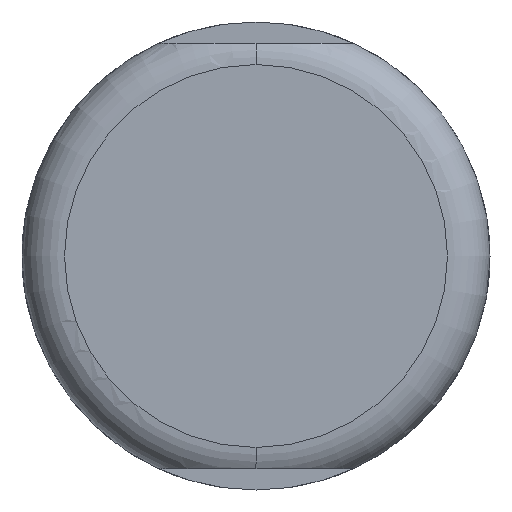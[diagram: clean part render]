
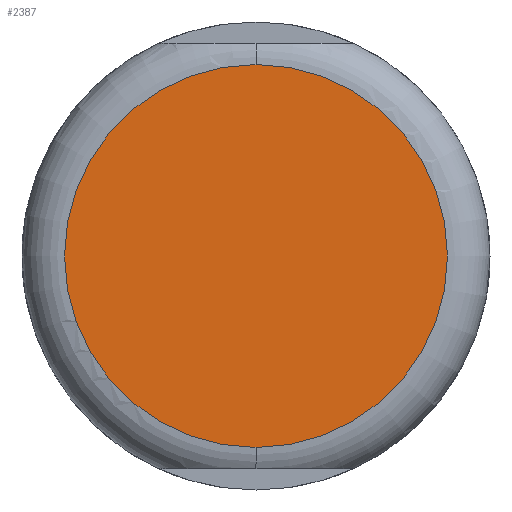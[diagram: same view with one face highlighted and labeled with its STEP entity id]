
A CAD part, front view. The second image highlights one B-rep face of the part: STEP entity #2387.
In plain terms, the highlighted planar face has unit normal (0, -1, 0).
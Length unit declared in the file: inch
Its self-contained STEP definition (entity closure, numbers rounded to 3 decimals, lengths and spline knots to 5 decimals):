
#245 = DIRECTION ( 'NONE',  ( 0., -1., 0. ) ) ;
#302 = EDGE_LOOP ( 'NONE', ( #2083, #1850 ) ) ;
#517 = CARTESIAN_POINT ( 'NONE',  ( 0., 0., 1.125 ) ) ;
#545 = FACE_OUTER_BOUND ( 'NONE', #302, .T. ) ;
#802 = DIRECTION ( 'NONE',  ( 0., -1., 0. ) ) ;
#894 = AXIS2_PLACEMENT_3D ( 'NONE', #2532, #2588, #2583 ) ;
#1046 = AXIS2_PLACEMENT_3D ( 'NONE', #2392, #802, #2160 ) ;
#1126 = VERTEX_POINT ( 'NONE', #517 ) ;
#1291 = EDGE_CURVE ( 'NONE', #2907, #1126, #1486, .T. ) ;
#1434 = PLANE ( 'NONE',  #2377 ) ;
#1486 = CIRCLE ( 'NONE', #894, 1.125 ) ;
#1742 = CARTESIAN_POINT ( 'NONE',  ( 0., 0., -1.125 ) ) ;
#1850 = ORIENTED_EDGE ( 'NONE', *, *, #2872, .T. ) ;
#1872 = CARTESIAN_POINT ( 'NONE',  ( 0., 0., 0. ) ) ;
#2083 = ORIENTED_EDGE ( 'NONE', *, *, #1291, .T. ) ;
#2160 = DIRECTION ( 'NONE',  ( 0., 0., -1. ) ) ;
#2377 = AXIS2_PLACEMENT_3D ( 'NONE', #1872, #245, #2945 ) ;
#2387 = ADVANCED_FACE ( 'NONE', ( #545 ), #1434, .T. ) ;
#2392 = CARTESIAN_POINT ( 'NONE',  ( 0., 0., 0. ) ) ;
#2532 = CARTESIAN_POINT ( 'NONE',  ( 0., 0., 0. ) ) ;
#2583 = DIRECTION ( 'NONE',  ( 0., 0., -1. ) ) ;
#2588 = DIRECTION ( 'NONE',  ( 0., -1., 0. ) ) ;
#2872 = EDGE_CURVE ( 'NONE', #1126, #2907, #2944, .T. ) ;
#2907 = VERTEX_POINT ( 'NONE', #1742 ) ;
#2944 = CIRCLE ( 'NONE', #1046, 1.125 ) ;
#2945 = DIRECTION ( 'NONE',  ( 0., 0., -1. ) ) ;
